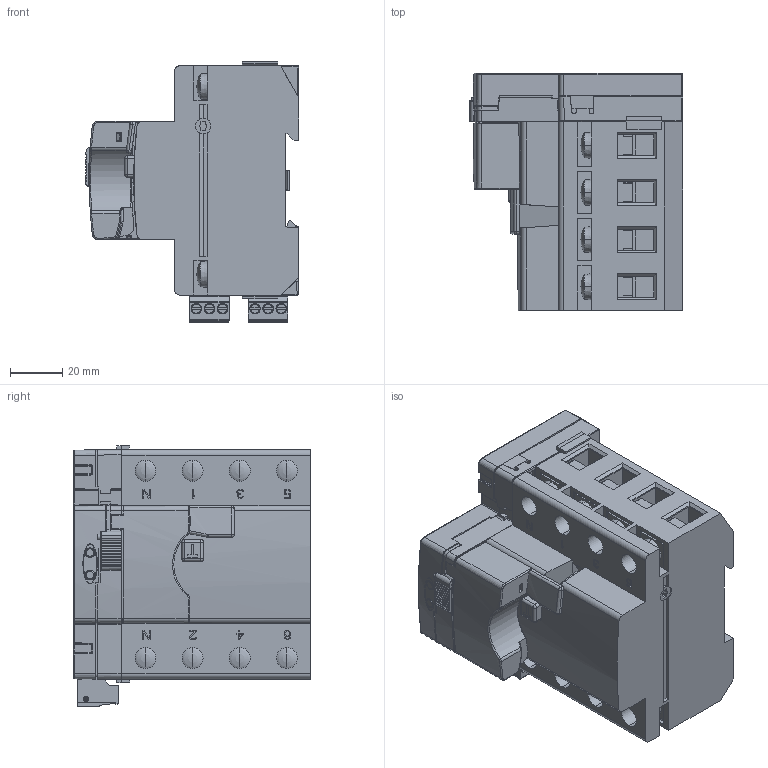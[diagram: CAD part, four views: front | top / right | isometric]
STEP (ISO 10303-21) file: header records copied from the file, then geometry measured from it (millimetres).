
FILE_DESCRIPTION((''),'2;1');
FILE_NAME('0000004907_SW0001','2021-03-06T20:57:30',('esors'),(''),'CREO PARAMETRIC BY PTC INC, 2018260','CREO PARAMETRIC BY PTC INC, 2018260','');
FILE_SCHEMA(('AUTOMOTIVE_DESIGN { 1 0 10303 214 1 1 1 1 }'));
Products named in the file (1): 0000004907_SW0001
Bounding box: 81.58 x 90.5 x 99.55 mm (x, y, z)
Volume: 316851 mm3; surface area: 101134.3 mm2
Topology: 3 solids, 3 shells, 2926 faces, 8344 edges, 5366 vertices
Faces by surface type: plane 1843, cylinder 668, cone 184, bspline 103, sphere 66, torus 62
Entity records: 121090 total; most frequent: CARTESIAN_POINT 43508, ORIENTED_EDGE 16644, DIRECTION 14817, EDGE_CURVE 8322, VECTOR 5693, LINE 5693, VERTEX_POINT 5366, AXIS2_PLACEMENT_3D 4562
